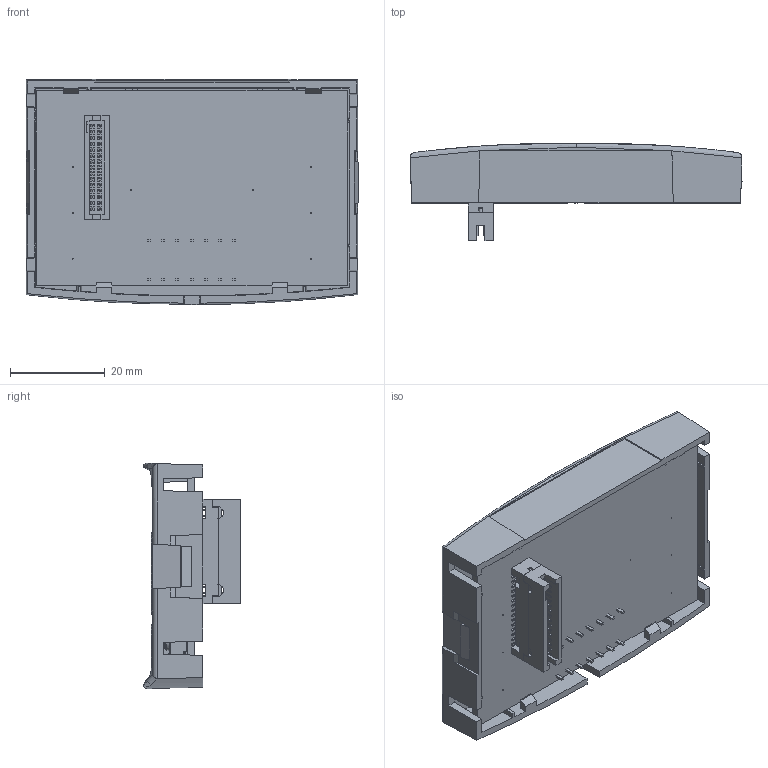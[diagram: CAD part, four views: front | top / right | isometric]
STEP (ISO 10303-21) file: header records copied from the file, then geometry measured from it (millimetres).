
FILE_DESCRIPTION((''),'2;1');
FILE_NAME('ZBC_10006117365_ASM','2022-06-23T07:49:10',('klemen.sitar'),('Audax d.o.o.'),'CREO PARAMETRIC BY PTC INC, 2021304','CREO PARAMETRIC BY PTC INC, 2021304','');
FILE_SCHEMA(('AP242_MANAGED_MODEL_BASED_3D_ENGINEERING_MIM_LF { 1 0 10303 442 1 1 4 }'));
Products named in the file (20): _0309_0261-8-SOLID1; _PLACA_OPICIONAL-1__0305_5205-1; _PLACA_OPICIONAL-1__0337_0100-3; _PLACA_OPICIONAL-1__DEVICENET-1; _PLACA_OPICIONAL-1__0337_-33967; _PLACA_OPICIONAL-1__0337_0100-6; _PLACA_OPICIONAL-1__0337_0100-2; _PLACA_OPICIONAL-1__0336_-42237; _0309_0261-4-SOLID1; _PLACA_OPICIONAL-1__0337_0100-8; _03091199-1-SOLID1; _0309_0261-2-SOLID1; _0309_0261-1-SOLID1; _PLACA_OPICIONAL-1__0337_0100-4; _PLACA_OPICIONAL-1__0337_0100-9; _05057209-1-SOLID1; _PLACA_OPICIONAL-1__0336-130243; _0309_0261-3-SOLID1; _PLACA_OPICIONAL-1__0337-143804; ZBC_10006117365_ASM
Assembly tree (19 placements, depth 2):
  ZBC_10006117365_ASM
    _0309_0261-8-SOLID1
    _PLACA_OPICIONAL-1__0305_5205-1
    _PLACA_OPICIONAL-1__0337_0100-3
    _PLACA_OPICIONAL-1__DEVICENET-1
    _PLACA_OPICIONAL-1__0337_-33967
    _PLACA_OPICIONAL-1__0337_0100-6
    _PLACA_OPICIONAL-1__0337_0100-2
    _PLACA_OPICIONAL-1__0336_-42237
    _0309_0261-4-SOLID1
    _PLACA_OPICIONAL-1__0337_0100-8
    _03091199-1-SOLID1
    _0309_0261-2-SOLID1
    _0309_0261-1-SOLID1
    _PLACA_OPICIONAL-1__0337_0100-4
    _PLACA_OPICIONAL-1__0337_0100-9
    _05057209-1-SOLID1
    _PLACA_OPICIONAL-1__0336-130243
    _0309_0261-3-SOLID1
    _PLACA_OPICIONAL-1__0337-143804
Bounding box: 69.95 x 20.57 x 47.45 mm (x, y, z)
Volume: 8475.8 mm3; surface area: 27345.2 mm2
Topology: 18 solids, 19 shells, 3097 faces, 8291 edges, 5265 vertices
Faces by surface type: plane 1926, cylinder 566, cone 303, extrusion 97, torus 96, bspline 77, sphere 32
Entity records: 161924 total; most frequent: CARTESIAN_POINT 38745, ORIENTED_EDGE 16378, DIRECTION 15550, PRESENTATION_STYLE_ASSIGNMENT 10967, STYLED_ITEM 8939, CURVE_STYLE 8312, EDGE_CURVE 8195, VECTOR 5890
